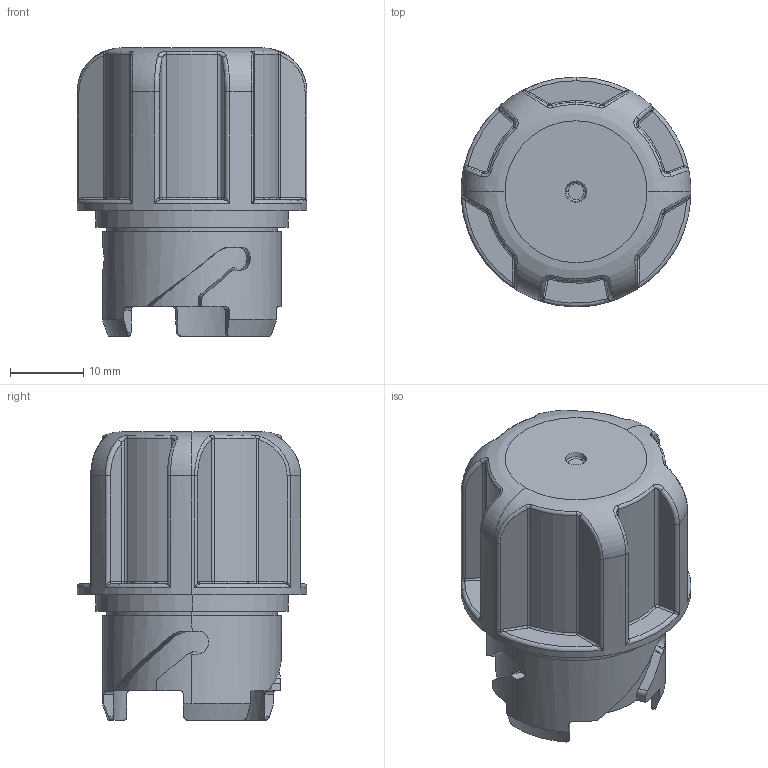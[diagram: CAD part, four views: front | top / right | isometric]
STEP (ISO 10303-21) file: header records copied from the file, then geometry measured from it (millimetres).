
FILE_DESCRIPTION (( 'STEP AP214' ), '1' );
FILE_NAME ('FOC-IPCOCAP.step', '2020-06-10T01:28:57', ( '' ), ( '' ), 'SwSTEP 2.0', 'SolidWorks 2018', '' );
FILE_SCHEMA (( 'AUTOMOTIVE_DESIGN' ));
Length unit declared in the file: inch
Products named in the file (1): FOC-IPCOCAP
Bounding box: 31.4 x 31.4 x 39.38 mm (x, y, z)
Volume: 18702.7 mm3; surface area: 5314.3 mm2
Topology: 1 solids, 1 shells, 249 faces, 637 edges, 383 vertices
Faces by surface type: cylinder 76, bspline 75, torus 51, plane 42, cone 5
Entity records: 11901 total; most frequent: CARTESIAN_POINT 6478, ORIENTED_EDGE 1250, DIRECTION 967, EDGE_CURVE 625, AXIS2_PLACEMENT_3D 396, VERTEX_POINT 383, EDGE_LOOP 254, ADVANCED_FACE 249
